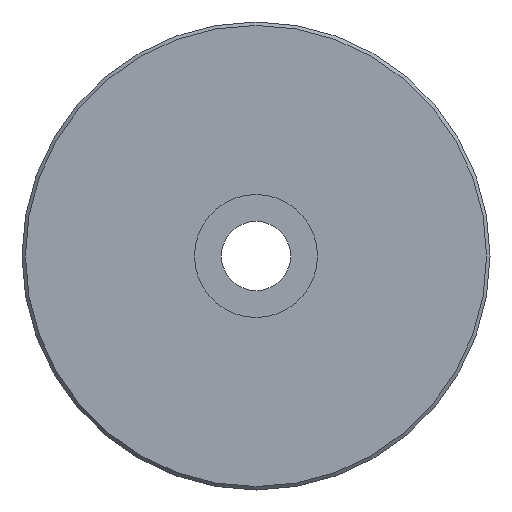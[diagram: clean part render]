
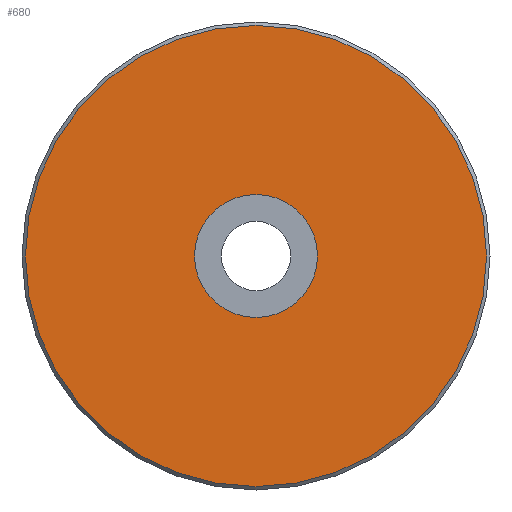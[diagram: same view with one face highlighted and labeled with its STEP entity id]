
A CAD part, front view. The second image highlights one B-rep face of the part: STEP entity #680.
In plain terms, the highlighted planar face has unit normal (0, -1, 0).
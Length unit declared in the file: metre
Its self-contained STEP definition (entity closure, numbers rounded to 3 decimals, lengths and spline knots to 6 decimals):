
#203=ORIENTED_EDGE('',*,*,#384,.F.);
#204=ORIENTED_EDGE('',*,*,#383,.T.);
#383=EDGE_CURVE('',#472,#472,#519,.T.);
#384=EDGE_CURVE('',#473,#473,#520,.T.);
#472=VERTEX_POINT('',#1236);
#473=VERTEX_POINT('',#1239);
#519=CIRCLE('',#776,0.01143);
#520=CIRCLE('',#778,0.00305);
#558=EDGE_LOOP('',(#203));
#559=EDGE_LOOP('',(#204));
#622=FACE_BOUND('',#558,.T.);
#623=FACE_BOUND('',#559,.T.);
#658=PLANE('',#777);
#680=ADVANCED_FACE('',(#622,#623),#658,.F.);
#776=AXIS2_PLACEMENT_3D('',#1235,#904,#905);
#777=AXIS2_PLACEMENT_3D('',#1237,#906,#907);
#778=AXIS2_PLACEMENT_3D('',#1238,#908,#909);
#904=DIRECTION('',(0.,-1.,0.));
#905=DIRECTION('',(0.,0.,-1.));
#906=DIRECTION('',(0.,1.,0.));
#907=DIRECTION('',(0.,0.,1.));
#908=DIRECTION('',(0.,-1.,0.));
#909=DIRECTION('',(0.,0.,-1.));
#1235=CARTESIAN_POINT('',(0.,0.,0.));
#1236=CARTESIAN_POINT('',(0.,0.,-0.01143));
#1237=CARTESIAN_POINT('',(0.,0.,0.005715));
#1238=CARTESIAN_POINT('',(0.,0.,0.));
#1239=CARTESIAN_POINT('',(0.,0.,-0.00305));
